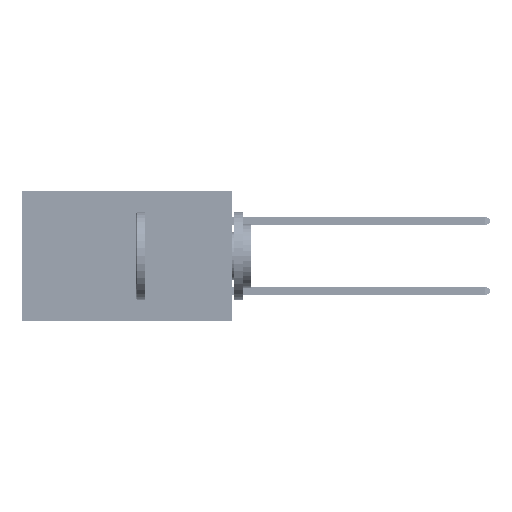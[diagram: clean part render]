
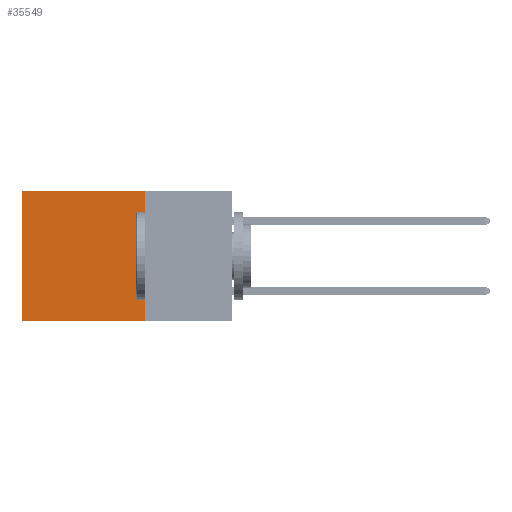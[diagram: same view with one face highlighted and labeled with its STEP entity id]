
A CAD part, left-side view. The second image highlights one B-rep face of the part: STEP entity #35549.
In plain terms, the highlighted planar face has unit normal (-1, 0, 0).
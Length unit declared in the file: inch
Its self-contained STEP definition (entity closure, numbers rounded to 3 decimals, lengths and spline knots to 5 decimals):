
#294 = ORIENTED_EDGE ( 'NONE', *, *, #24633, .F. ) ;
#620 = DIRECTION ( 'NONE',  ( 1., 0., 0. ) ) ;
#785 = VERTEX_POINT ( 'NONE', #8652 ) ;
#4201 = LINE ( 'NONE', #47052, #25975 ) ;
#4325 = VERTEX_POINT ( 'NONE', #48067 ) ;
#6217 = ORIENTED_EDGE ( 'NONE', *, *, #51494, .F. ) ;
#7605 = VERTEX_POINT ( 'NONE', #52019 ) ;
#8652 = CARTESIAN_POINT ( 'NONE',  ( 0.2875, 0.25, -0.37 ) ) ;
#10072 = CARTESIAN_POINT ( 'NONE',  ( 0.2875, 0.25, 0. ) ) ;
#12708 = ORIENTED_EDGE ( 'NONE', *, *, #40095, .T. ) ;
#14258 = VECTOR ( 'NONE', #18431, 39.37008 ) ;
#15299 = EDGE_CURVE ( 'NONE', #24791, #4325, #50941, .T. ) ;
#17067 = PLANE ( 'NONE',  #37858 ) ;
#18431 = DIRECTION ( 'NONE',  ( 0., 0., -1. ) ) ;
#19866 = VECTOR ( 'NONE', #34617, 39.37008 ) ;
#22871 = DIRECTION ( 'NONE',  ( 0., 1., 0. ) ) ;
#23594 = CARTESIAN_POINT ( 'NONE',  ( 0.2875, 0.25, 0. ) ) ;
#24633 = EDGE_CURVE ( 'NONE', #24791, #785, #42804, .T. ) ;
#24791 = VERTEX_POINT ( 'NONE', #23594 ) ;
#25069 = LINE ( 'NONE', #26405, #14258 ) ;
#25975 = VECTOR ( 'NONE', #51135, 39.37008 ) ;
#26405 = CARTESIAN_POINT ( 'NONE',  ( 0.2875, 0.6, 0. ) ) ;
#26904 = CARTESIAN_POINT ( 'NONE',  ( 0.2875, 0.25, 0. ) ) ;
#29227 = VECTOR ( 'NONE', #22871, 39.37008 ) ;
#29284 = DIRECTION ( 'NONE',  ( 0., 0., -1. ) ) ;
#33213 = CARTESIAN_POINT ( 'NONE',  ( 0.2875, 0.25, 0. ) ) ;
#34617 = DIRECTION ( 'NONE',  ( 0., 0., -1. ) ) ;
#35549 = ADVANCED_FACE ( 'NONE', ( #38258 ), #17067, .F. ) ;
#37858 = AXIS2_PLACEMENT_3D ( 'NONE', #33213, #620, #29284 ) ;
#38258 = FACE_OUTER_BOUND ( 'NONE', #43199, .T. ) ;
#40095 = EDGE_CURVE ( 'NONE', #4325, #7605, #25069, .T. ) ;
#42804 = LINE ( 'NONE', #10072, #19866 ) ;
#43138 = ORIENTED_EDGE ( 'NONE', *, *, #15299, .T. ) ;
#43199 = EDGE_LOOP ( 'NONE', ( #12708, #6217, #294, #43138 ) ) ;
#47052 = CARTESIAN_POINT ( 'NONE',  ( 0.2875, 0.25, -0.37 ) ) ;
#48067 = CARTESIAN_POINT ( 'NONE',  ( 0.2875, 0.6, 0. ) ) ;
#50941 = LINE ( 'NONE', #26904, #29227 ) ;
#51135 = DIRECTION ( 'NONE',  ( 0., 1., 0. ) ) ;
#51494 = EDGE_CURVE ( 'NONE', #785, #7605, #4201, .T. ) ;
#52019 = CARTESIAN_POINT ( 'NONE',  ( 0.2875, 0.6, -0.37 ) ) ;
